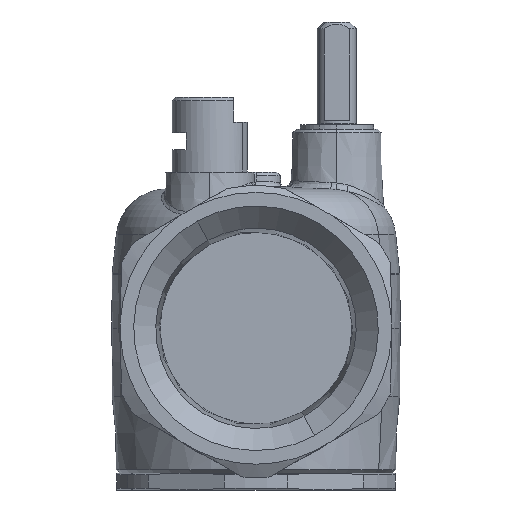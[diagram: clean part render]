
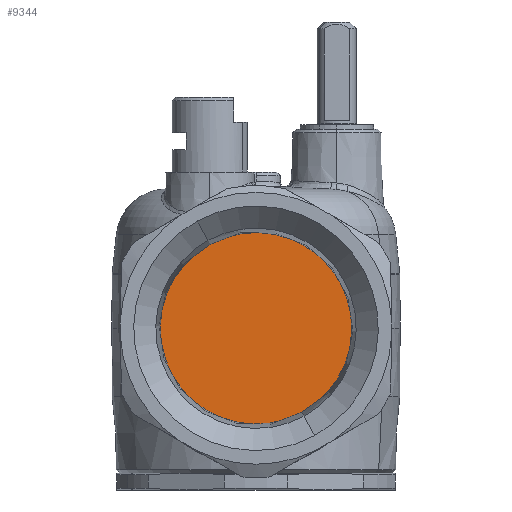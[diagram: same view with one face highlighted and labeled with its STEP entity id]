
A CAD part, left-side view. The second image highlights one B-rep face of the part: STEP entity #9344.
In plain terms, the highlighted planar face has unit normal (-1, 0, 0).
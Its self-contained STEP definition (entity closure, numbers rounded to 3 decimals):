
#9321=CARTESIAN_POINT('Axis2P3D Location',(-20.,0.,37.897)) ;
#9326=CARTESIAN_POINT('Axis2P3D Location',(-20.,0.,23.8)) ;
#9330=CARTESIAN_POINT('Vertex',(-20.,-6.758,11.429)) ;
#9332=CARTESIAN_POINT('Vertex',(-20.,6.758,36.171)) ;
#9335=CARTESIAN_POINT('Axis2P3D Location',(-20.,0.,23.8)) ;
#9322=DIRECTION('Axis2P3D Direction',(-1.,0.,0.)) ;
#9323=DIRECTION('Axis2P3D XDirection',(0.,1.,0.)) ;
#9327=DIRECTION('Axis2P3D Direction',(-1.,0.,0.)) ;
#9336=DIRECTION('Axis2P3D Direction',(-1.,0.,0.)) ;
#9324=AXIS2_PLACEMENT_3D('Plane Axis2P3D',#9321,#9322,#9323) ;
#9328=AXIS2_PLACEMENT_3D('Circle Axis2P3D',#9326,#9327,$) ;
#9337=AXIS2_PLACEMENT_3D('Circle Axis2P3D',#9335,#9336,$) ;
#9329=CIRCLE('generated circle',#9328,14.097) ;
#9338=CIRCLE('generated circle',#9337,14.097) ;
#9325=PLANE('',#9324) ;
#9334=EDGE_CURVE('',#9331,#9333,#9329,.T.) ;
#9339=EDGE_CURVE('',#9333,#9331,#9338,.T.) ;
#9341=ORIENTED_EDGE('',*,*,#9334,.T.) ;
#9342=ORIENTED_EDGE('',*,*,#9339,.T.) ;
#9340=EDGE_LOOP('',(#9341,#9342)) ;
#9331=VERTEX_POINT('',#9330) ;
#9333=VERTEX_POINT('',#9332) ;
#9344=ADVANCED_FACE('PartBody',(#9343),#9325,.T.) ;
#9343=FACE_OUTER_BOUND('',#9340,.T.) ;
